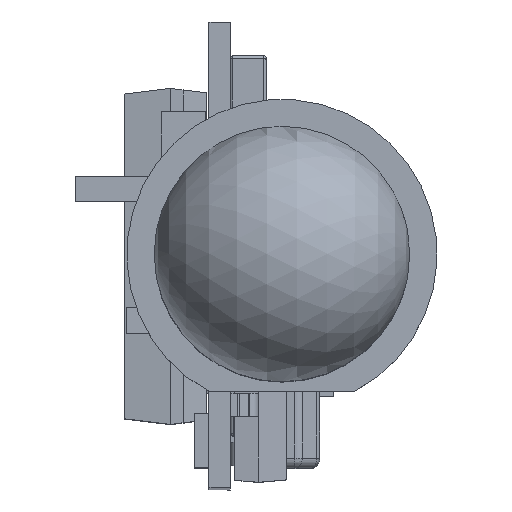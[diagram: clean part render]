
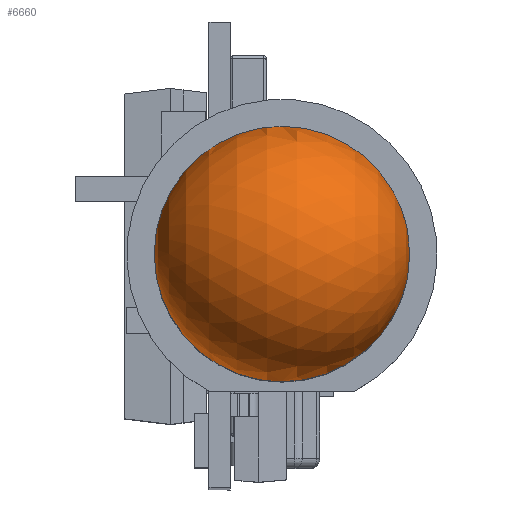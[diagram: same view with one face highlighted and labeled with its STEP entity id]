
A CAD part, top view. The second image highlights one B-rep face of the part: STEP entity #6660.
In plain terms, the highlighted spherical face has radius 2.47 mm.
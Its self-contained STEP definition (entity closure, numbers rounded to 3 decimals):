
#4641=SPHERICAL_SURFACE('',#25208,2.47);
#5585=CIRCLE('',#25198,2.47);
#5587=CIRCLE('',#25200,2.47);
#5588=CIRCLE('',#25202,2.47);
#5589=CIRCLE('',#25203,2.47);
#6660=ADVANCED_FACE('',(#8336),#4641,.T.);
#8336=FACE_OUTER_BOUND('',#9518,.T.);
#9518=EDGE_LOOP('',(#14603,#14604,#14605,#14606));
#14603=ORIENTED_EDGE('',*,*,#19611,.F.);
#14604=ORIENTED_EDGE('',*,*,#19615,.F.);
#14605=ORIENTED_EDGE('',*,*,#19617,.F.);
#14606=ORIENTED_EDGE('',*,*,#19616,.F.);
#16824=VERTEX_POINT('',#42434);
#16825=VERTEX_POINT('',#42435);
#16828=VERTEX_POINT('',#42441);
#16829=VERTEX_POINT('',#42445);
#19611=EDGE_CURVE('',#16824,#16825,#5585,.T.);
#19615=EDGE_CURVE('',#16828,#16824,#5587,.T.);
#19616=EDGE_CURVE('',#16825,#16829,#5588,.T.);
#19617=EDGE_CURVE('',#16829,#16828,#5589,.T.);
#25198=AXIS2_PLACEMENT_3D('',#42433,#30181,#30182);
#25200=AXIS2_PLACEMENT_3D('',#42442,#30187,#30188);
#25202=AXIS2_PLACEMENT_3D('',#42444,#30191,#30192);
#25203=AXIS2_PLACEMENT_3D('',#42446,#30193,#30194);
#25208=AXIS2_PLACEMENT_3D('',#42454,#30204,#30205);
#30181=DIRECTION('',(0.,0.,-1.));
#30182=DIRECTION('',(0.,-1.,0.));
#30187=DIRECTION('',(0.,0.,-1.));
#30188=DIRECTION('',(0.,-1.,0.));
#30191=DIRECTION('',(0.,0.,-1.));
#30192=DIRECTION('',(0.,-1.,0.));
#30193=DIRECTION('',(0.,0.,-1.));
#30194=DIRECTION('',(0.,-1.,0.));
#30204=DIRECTION('',(-1.,0.,0.));
#30205=DIRECTION('',(0.,-1.,0.));
#42433=CARTESIAN_POINT('',(0.,25.,-1.9));
#42434=CARTESIAN_POINT('',(-2.47,25.001,-1.9));
#42435=CARTESIAN_POINT('',(0.001,27.47,-1.9));
#42441=CARTESIAN_POINT('',(-0.001,22.53,-1.9));
#42442=CARTESIAN_POINT('',(0.,25.,-1.9));
#42444=CARTESIAN_POINT('',(0.,25.,-1.9));
#42445=CARTESIAN_POINT('',(2.47,24.999,-1.9));
#42446=CARTESIAN_POINT('',(0.,25.,-1.9));
#42454=CARTESIAN_POINT('',(0.,25.,-1.9));
